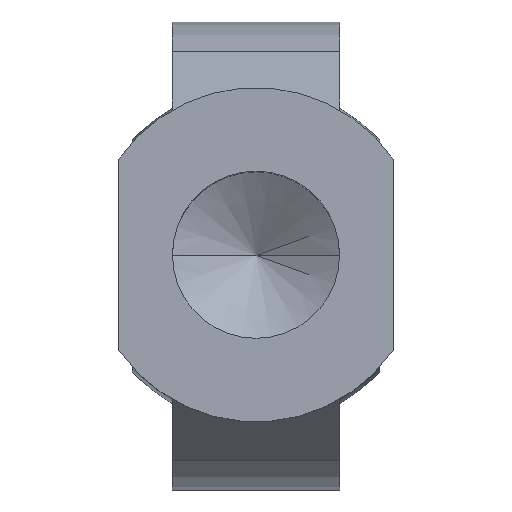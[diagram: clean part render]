
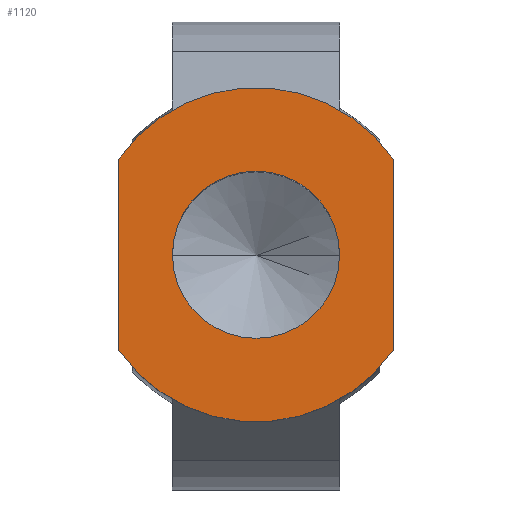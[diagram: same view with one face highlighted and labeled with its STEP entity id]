
A CAD part, top view. The second image highlights one B-rep face of the part: STEP entity #1120.
In plain terms, the highlighted planar face has unit normal (0, 0, 1).
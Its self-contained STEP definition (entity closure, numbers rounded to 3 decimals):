
#120 = ORIENTED_EDGE ( 'NONE', *, *, #133, .F. ) ;
#122 = EDGE_LOOP ( 'NONE', ( #1113, #1111, #1121, #1119 ) ) ;
#123 = EDGE_CURVE ( 'NONE', #799, #128, #299, .T. ) ;
#128 = VERTEX_POINT ( 'NONE', #294 ) ;
#133 = EDGE_CURVE ( 'NONE', #653, #650, #287, .T. ) ;
#139 = ORIENTED_EDGE ( 'NONE', *, *, #652, .F. ) ;
#140 = EDGE_LOOP ( 'NONE', ( #120, #139 ) ) ;
#283 = DIRECTION ( 'NONE',  ( 1., 0., 0. ) ) ;
#284 = DIRECTION ( 'NONE',  ( 0., 0., 1. ) ) ;
#285 = CARTESIAN_POINT ( 'NONE',  ( 0., 0., 15. ) ) ;
#286 = AXIS2_PLACEMENT_3D ( 'NONE', #285, #284, #283 ) ;
#287 = CIRCLE ( 'NONE', #286, 12.5 ) ;
#294 = CARTESIAN_POINT ( 'NONE',  ( -20.5, 14.309, 15. ) ) ;
#295 = DIRECTION ( 'NONE',  ( 1., 0., 0. ) ) ;
#296 = DIRECTION ( 'NONE',  ( 0., 0., 1. ) ) ;
#297 = CARTESIAN_POINT ( 'NONE',  ( 0., 0., 15. ) ) ;
#298 = AXIS2_PLACEMENT_3D ( 'NONE', #297, #296, #295 ) ;
#299 = CIRCLE ( 'NONE', #298, 25. ) ;
#538 = CARTESIAN_POINT ( 'NONE',  ( 20.5, 14.309, 15. ) ) ;
#539 = DIRECTION ( 'NONE',  ( 0., 1., 0. ) ) ;
#540 = VECTOR ( 'NONE', #539, 1000. ) ;
#541 = CARTESIAN_POINT ( 'NONE',  ( 20.5, -14.309, 15. ) ) ;
#542 = LINE ( 'NONE', #541, #540 ) ;
#650 = VERTEX_POINT ( 'NONE', #1162 ) ;
#652 = EDGE_CURVE ( 'NONE', #650, #653, #1134, .T. ) ;
#653 = VERTEX_POINT ( 'NONE', #1030 ) ;
#796 = EDGE_CURVE ( 'NONE', #806, #799, #542, .T. ) ;
#799 = VERTEX_POINT ( 'NONE', #538 ) ;
#806 = VERTEX_POINT ( 'NONE', #1203 ) ;
#819 = EDGE_CURVE ( 'NONE', #820, #806, #1229, .T. ) ;
#820 = VERTEX_POINT ( 'NONE', #1224 ) ;
#1030 = CARTESIAN_POINT ( 'NONE',  ( 12.5, 0., 15. ) ) ;
#1111 = ORIENTED_EDGE ( 'NONE', *, *, #796, .T. ) ;
#1113 = ORIENTED_EDGE ( 'NONE', *, *, #819, .T. ) ;
#1118 = EDGE_CURVE ( 'NONE', #128, #820, #2971, .T. ) ;
#1119 = ORIENTED_EDGE ( 'NONE', *, *, #1118, .T. ) ;
#1120 = ADVANCED_FACE ( 'NONE', ( #2967, #2966 ), #2965, .T. ) ;
#1121 = ORIENTED_EDGE ( 'NONE', *, *, #123, .T. ) ;
#1123 = DIRECTION ( 'NONE',  ( 0., 0., 1. ) ) ;
#1127 = DIRECTION ( 'NONE',  ( 1., 0., 0. ) ) ;
#1132 = AXIS2_PLACEMENT_3D ( 'NONE', #1133, #1123, #1127 ) ;
#1133 = CARTESIAN_POINT ( 'NONE',  ( 0., 0., 15. ) ) ;
#1134 = CIRCLE ( 'NONE', #1132, 12.5 ) ;
#1162 = CARTESIAN_POINT ( 'NONE',  ( -12.5, 0., 15. ) ) ;
#1203 = CARTESIAN_POINT ( 'NONE',  ( 20.5, -14.309, 15. ) ) ;
#1224 = CARTESIAN_POINT ( 'NONE',  ( -20.5, -14.309, 15. ) ) ;
#1225 = DIRECTION ( 'NONE',  ( 1., 0., 0. ) ) ;
#1226 = DIRECTION ( 'NONE',  ( 0., 0., 1. ) ) ;
#1227 = CARTESIAN_POINT ( 'NONE',  ( 0., 0., 15. ) ) ;
#1228 = AXIS2_PLACEMENT_3D ( 'NONE', #1227, #1226, #1225 ) ;
#1229 = CIRCLE ( 'NONE', #1228, 25. ) ;
#2961 = DIRECTION ( 'NONE',  ( 1., 0., 0. ) ) ;
#2962 = DIRECTION ( 'NONE',  ( 0., 0., 1. ) ) ;
#2963 = CARTESIAN_POINT ( 'NONE',  ( 0., 0., 15. ) ) ;
#2964 = AXIS2_PLACEMENT_3D ( 'NONE', #2963, #2962, #2961 ) ;
#2965 = PLANE ( 'NONE',  #2964 ) ;
#2966 = FACE_OUTER_BOUND ( 'NONE', #122, .T. ) ;
#2967 = FACE_BOUND ( 'NONE', #140, .T. ) ;
#2968 = DIRECTION ( 'NONE',  ( 0., -1., 0. ) ) ;
#2969 = VECTOR ( 'NONE', #2968, 1000. ) ;
#2970 = CARTESIAN_POINT ( 'NONE',  ( -20.5, -14.309, 15. ) ) ;
#2971 = LINE ( 'NONE', #2970, #2969 ) ;
